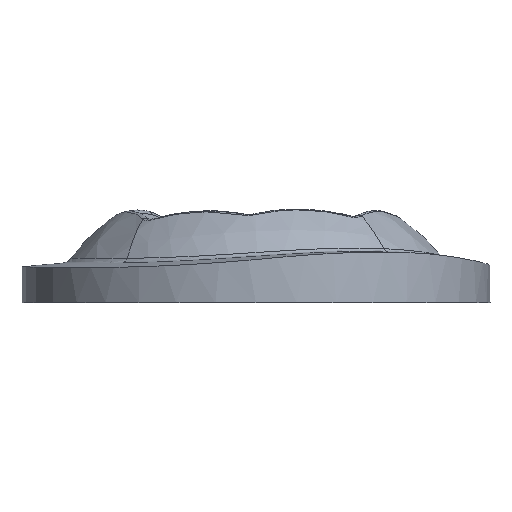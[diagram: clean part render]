
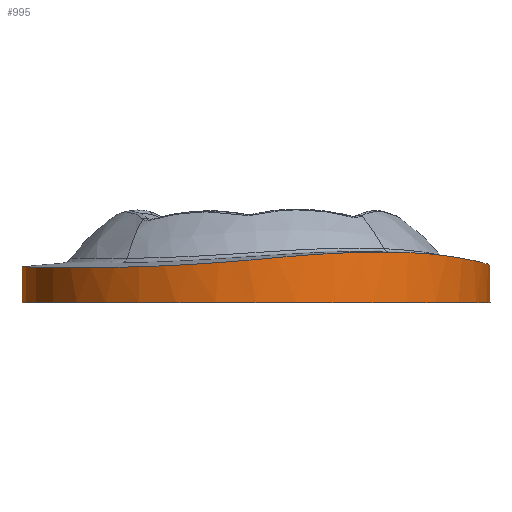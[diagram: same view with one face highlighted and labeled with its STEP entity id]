
A CAD part, front view. The second image highlights one B-rep face of the part: STEP entity #995.
In plain terms, the highlighted cylindrical face has radius 19.85 mm (diameter 39.7 mm), a full revolution.
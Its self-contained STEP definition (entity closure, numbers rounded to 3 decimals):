
#102=FACE_OUTER_BOUND('',#173,.T.);
#173=EDGE_LOOP('',(#666,#667,#668,#669,#670,#671));
#253=B_SPLINE_CURVE_WITH_KNOTS('',3,(#1361,#1362,#1363,#1364),
 .UNSPECIFIED.,.F.,.F.,(4,4),(-9.278,-8.899),
 .UNSPECIFIED.);
#254=B_SPLINE_CURVE_WITH_KNOTS('',3,(#1366,#1367,#1368,#1369,#1370,#1371,
#1372,#1373,#1374,#1375,#1376,#1377),.UNSPECIFIED.,.F.,.F.,(4,2,2,2,2,4),
(-3.308,-2.844,-2.304,-1.562,
-0.773,0.),.UNSPECIFIED.);
#255=B_SPLINE_CURVE_WITH_KNOTS('',3,(#1378,#1379,#1380,#1381,#1382,#1383,
#1384,#1385,#1386,#1387,#1388,#1389,#1390,#1391,#1392,#1393,#1394,#1395,
#1396,#1397,#1398,#1399,#1400,#1401,#1402,#1403,#1404,#1405,#1406,#1407),
 .UNSPECIFIED.,.F.,.F.,(4,2,2,2,2,2,2,2,2,2,2,2,2,2,4),(-8.899,
-8.574,-7.789,-7.029,-6.242,
-5.839,-5.353,-4.583,-3.805,
-3.384,-2.898,-2.112,-1.326,
-0.563,-0.072),.UNSPECIFIED.);
#325=LINE('',#1359,#336);
#336=VECTOR('',#1173,19.85);
#347=CIRCLE('',#1081,19.85);
#408=VERTEX_POINT('',#1356);
#409=VERTEX_POINT('',#1358);
#410=VERTEX_POINT('',#1360);
#411=VERTEX_POINT('',#1365);
#506=EDGE_CURVE('',#408,#408,#347,.T.);
#507=EDGE_CURVE('',#408,#409,#325,.T.);
#508=EDGE_CURVE('',#410,#409,#253,.T.);
#509=EDGE_CURVE('',#411,#410,#254,.T.);
#510=EDGE_CURVE('',#409,#411,#255,.T.);
#666=ORIENTED_EDGE('',*,*,#506,.F.);
#667=ORIENTED_EDGE('',*,*,#507,.T.);
#668=ORIENTED_EDGE('',*,*,#508,.F.);
#669=ORIENTED_EDGE('',*,*,#509,.F.);
#670=ORIENTED_EDGE('',*,*,#510,.F.);
#671=ORIENTED_EDGE('',*,*,#507,.F.);
#986=CYLINDRICAL_SURFACE('',#1080,19.85);
#995=ADVANCED_FACE('',(#102),#986,.T.);
#1080=AXIS2_PLACEMENT_3D('',#1355,#1169,#1170);
#1081=AXIS2_PLACEMENT_3D('',#1357,#1171,#1172);
#1169=DIRECTION('center_axis',(0.,0.,1.));
#1170=DIRECTION('ref_axis',(1.,0.,0.));
#1171=DIRECTION('center_axis',(0.,0.,-1.));
#1172=DIRECTION('ref_axis',(1.,0.,0.));
#1173=DIRECTION('',(0.,0.,1.));
#1355=CARTESIAN_POINT('Origin',(0.,0.,9.));
#1356=CARTESIAN_POINT('',(-19.85,0.,9.));
#1357=CARTESIAN_POINT('Origin',(0.,0.,9.));
#1358=CARTESIAN_POINT('',(-19.85,0.,12.064));
#1359=CARTESIAN_POINT('',(-19.85,0.,9.));
#1360=CARTESIAN_POINT('',(-19.492,3.752,12.039));
#1361=CARTESIAN_POINT('Ctrl Pts',(-19.492,3.752,12.039));
#1362=CARTESIAN_POINT('Ctrl Pts',(-19.731,2.513,12.054));
#1363=CARTESIAN_POINT('Ctrl Pts',(-19.85,1.257,12.062));
#1364=CARTESIAN_POINT('Ctrl Pts',(-19.85,0.,12.064));
#1365=CARTESIAN_POINT('',(5.511,19.07,12.077));
#1366=CARTESIAN_POINT('Ctrl Pts',(5.511,19.07,12.077));
#1367=CARTESIAN_POINT('Ctrl Pts',(4.024,19.499,12.078));
#1368=CARTESIAN_POINT('Ctrl Pts',(2.493,19.754,12.08));
#1369=CARTESIAN_POINT('Ctrl Pts',(-0.85,19.913,12.087));
#1370=CARTESIAN_POINT('Ctrl Pts',(-2.65,19.754,12.092));
#1371=CARTESIAN_POINT('Ctrl Pts',(-6.814,18.807,12.1));
#1372=CARTESIAN_POINT('Ctrl Pts',(-9.101,17.813,12.098));
#1373=CARTESIAN_POINT('Ctrl Pts',(-13.322,14.949,12.066));
#1374=CARTESIAN_POINT('Ctrl Pts',(-15.183,13.054,12.038));
#1375=CARTESIAN_POINT('Ctrl Pts',(-18.03,8.695,12.009));
#1376=CARTESIAN_POINT('Ctrl Pts',(-19.005,6.283,12.009));
#1377=CARTESIAN_POINT('Ctrl Pts',(-19.492,3.752,12.039));
#1378=CARTESIAN_POINT('Ctrl Pts',(-19.85,0.,12.064));
#1379=CARTESIAN_POINT('Ctrl Pts',(-19.85,-1.076,12.066));
#1380=CARTESIAN_POINT('Ctrl Pts',(-19.763,-2.152,12.063));
#1381=CARTESIAN_POINT('Ctrl Pts',(-19.164,-5.794,12.044));
#1382=CARTESIAN_POINT('Ctrl Pts',(-18.237,-8.262,12.015));
#1383=CARTESIAN_POINT('Ctrl Pts',(-15.524,-12.626,11.984));
#1384=CARTESIAN_POINT('Ctrl Pts',(-13.791,-14.498,11.981));
#1385=CARTESIAN_POINT('Ctrl Pts',(-9.646,-17.545,12.061));
#1386=CARTESIAN_POINT('Ctrl Pts',(-7.257,-18.66,12.151));
#1387=CARTESIAN_POINT('Ctrl Pts',(-3.416,-19.6,12.399));
#1388=CARTESIAN_POINT('Ctrl Pts',(-2.09,-19.785,12.497));
#1389=CARTESIAN_POINT('Ctrl Pts',(0.867,-19.897,12.756));
#1390=CARTESIAN_POINT('Ctrl Pts',(2.491,-19.76,12.914));
#1391=CARTESIAN_POINT('Ctrl Pts',(6.598,-18.897,13.234));
#1392=CARTESIAN_POINT('Ctrl Pts',(8.981,-17.888,13.33));
#1393=CARTESIAN_POINT('Ctrl Pts',(13.271,-14.989,13.295));
#1394=CARTESIAN_POINT('Ctrl Pts',(15.109,-13.132,13.152));
#1395=CARTESIAN_POINT('Ctrl Pts',(17.315,-9.806,12.823));
#1396=CARTESIAN_POINT('Ctrl Pts',(17.964,-8.561,12.692));
#1397=CARTESIAN_POINT('Ctrl Pts',(19.068,-5.75,12.456));
#1398=CARTESIAN_POINT('Ctrl Pts',(19.474,-4.173,12.356));
#1399=CARTESIAN_POINT('Ctrl Pts',(20.022,0.03,12.146));
#1400=CARTESIAN_POINT('Ctrl Pts',(19.844,2.668,12.079));
#1401=CARTESIAN_POINT('Ctrl Pts',(18.473,7.722,12.009));
#1402=CARTESIAN_POINT('Ctrl Pts',(17.295,10.088,12.007));
#1403=CARTESIAN_POINT('Ctrl Pts',(14.134,14.168,12.027));
#1404=CARTESIAN_POINT('Ctrl Pts',(12.205,15.86,12.048));
#1405=CARTESIAN_POINT('Ctrl Pts',(8.594,17.968,12.071));
#1406=CARTESIAN_POINT('Ctrl Pts',(7.083,18.615,12.076));
#1407=CARTESIAN_POINT('Ctrl Pts',(5.511,19.07,12.077));
